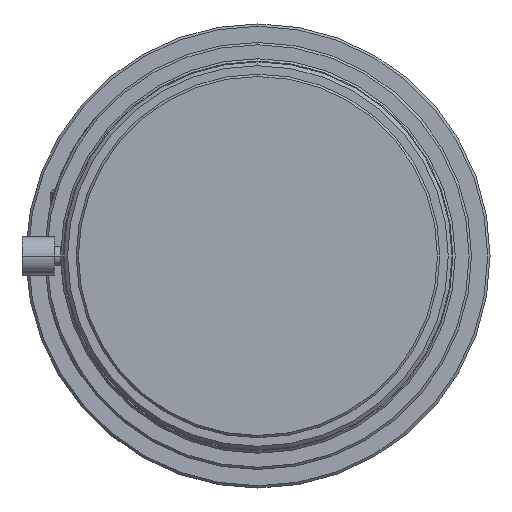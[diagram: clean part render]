
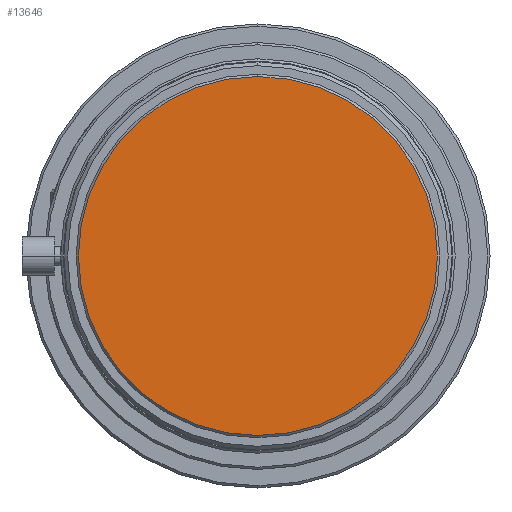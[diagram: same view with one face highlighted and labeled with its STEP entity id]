
A CAD part, left-side view. The second image highlights one B-rep face of the part: STEP entity #13646.
In plain terms, the highlighted planar face has unit normal (-1, 0, 0).
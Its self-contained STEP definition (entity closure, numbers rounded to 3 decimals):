
#214 = AXIS2_PLACEMENT_3D ( 'NONE', #871, #9051, #4136 ) ;
#871 = CARTESIAN_POINT ( 'NONE',  ( 0., 23.2, 0. ) ) ;
#3572 = CARTESIAN_POINT ( 'NONE',  ( 0., 0., -23.2 ) ) ;
#4136 = DIRECTION ( 'NONE',  ( 0., 0., -1. ) ) ;
#4782 = AXIS2_PLACEMENT_3D ( 'NONE', #21393, #4833, #9762 ) ;
#4833 = DIRECTION ( 'NONE',  ( -1., 0., 0. ) ) ;
#5276 = CARTESIAN_POINT ( 'NONE',  ( 0., 0., 0. ) ) ;
#5577 = CIRCLE ( 'NONE', #20235, 23.2 ) ;
#5907 = EDGE_LOOP ( 'NONE', ( #7454, #21457 ) ) ;
#6013 = VERTEX_POINT ( 'NONE', #13348 ) ;
#7210 = VERTEX_POINT ( 'NONE', #3572 ) ;
#7368 = PLANE ( 'NONE',  #214 ) ;
#7454 = ORIENTED_EDGE ( 'NONE', *, *, #15086, .T. ) ;
#9051 = DIRECTION ( 'NONE',  ( 1., 0., 0. ) ) ;
#9762 = DIRECTION ( 'NONE',  ( 0., 0., 1. ) ) ;
#11161 = EDGE_CURVE ( 'NONE', #6013, #7210, #11429, .T. ) ;
#11429 = CIRCLE ( 'NONE', #4782, 23.2 ) ;
#13348 = CARTESIAN_POINT ( 'NONE',  ( 0., 0., 23.2 ) ) ;
#13646 = ADVANCED_FACE ( 'NONE', ( #16109 ), #7368, .F. ) ;
#15086 = EDGE_CURVE ( 'NONE', #7210, #6013, #5577, .T. ) ;
#16109 = FACE_OUTER_BOUND ( 'NONE', #5907, .T. ) ;
#18788 = DIRECTION ( 'NONE',  ( -1., 0., 0. ) ) ;
#20235 = AXIS2_PLACEMENT_3D ( 'NONE', #5276, #18788, #20492 ) ;
#20492 = DIRECTION ( 'NONE',  ( 0., 0., 1. ) ) ;
#21393 = CARTESIAN_POINT ( 'NONE',  ( 0., 0., 0. ) ) ;
#21457 = ORIENTED_EDGE ( 'NONE', *, *, #11161, .T. ) ;
